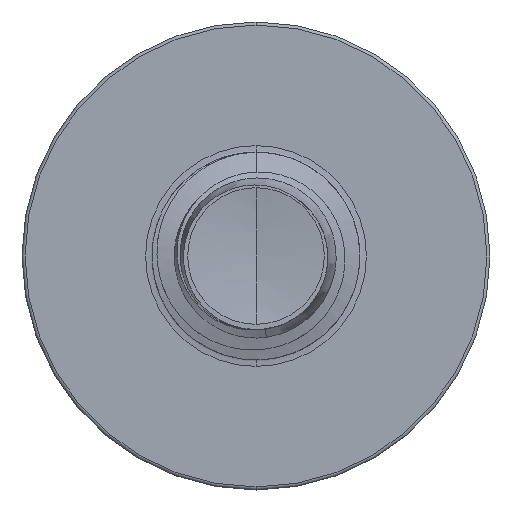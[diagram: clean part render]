
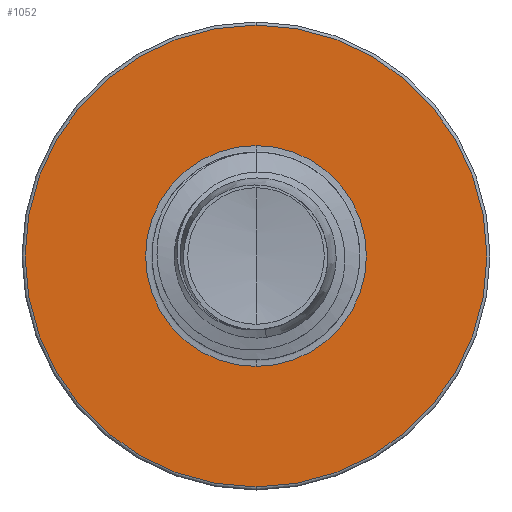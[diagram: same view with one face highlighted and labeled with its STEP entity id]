
A CAD part, front view. The second image highlights one B-rep face of the part: STEP entity #1052.
In plain terms, the highlighted planar face has unit normal (0, -1, 0).
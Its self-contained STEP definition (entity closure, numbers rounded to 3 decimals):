
#802 = CARTESIAN_POINT ( 'NONE',  ( 0., 6.5, -3.186 ) ) ;
#1052 = ADVANCED_FACE ( 'NONE', ( #10271, #2983 ), #17049, .F. ) ;
#1090 = DIRECTION ( 'NONE',  ( 0., 0., 1. ) ) ;
#1094 = DIRECTION ( 'NONE',  ( 0., 1., 0. ) ) ;
#1112 = CARTESIAN_POINT ( 'NONE',  ( 0., 6.5, 0. ) ) ;
#1285 = DIRECTION ( 'NONE',  ( 0., 0., 1. ) ) ;
#1302 = DIRECTION ( 'NONE',  ( 0., 1., 0. ) ) ;
#1327 = CARTESIAN_POINT ( 'NONE',  ( 0., 6.5, 0. ) ) ;
#2953 = ORIENTED_EDGE ( 'NONE', *, *, #5973, .T. ) ;
#2983 = FACE_BOUND ( 'NONE', #11825, .T. ) ;
#4039 = CARTESIAN_POINT ( 'NONE',  ( 0., 6.5, 3.186 ) ) ;
#4053 = CARTESIAN_POINT ( 'NONE',  ( 0., 6.5, -6.66 ) ) ;
#4973 = ORIENTED_EDGE ( 'NONE', *, *, #5888, .T. ) ;
#5150 = CIRCLE ( 'NONE', #18250, 3.186 ) ;
#5888 = EDGE_CURVE ( 'NONE', #9694, #18239, #5150, .T. ) ;
#5973 = EDGE_CURVE ( 'NONE', #18239, #9694, #8566, .T. ) ;
#7471 = EDGE_CURVE ( 'NONE', #16668, #17335, #10779, .T. ) ;
#8531 = EDGE_CURVE ( 'NONE', #17335, #16668, #18298, .T. ) ;
#8566 = CIRCLE ( 'NONE', #8629, 3.186 ) ;
#8629 = AXIS2_PLACEMENT_3D ( 'NONE', #1112, #1094, #1090 ) ;
#9443 = ORIENTED_EDGE ( 'NONE', *, *, #8531, .F. ) ;
#9515 = DIRECTION ( 'NONE',  ( 0., 0., 1. ) ) ;
#9530 = DIRECTION ( 'NONE',  ( 0., 1., 0. ) ) ;
#9549 = CARTESIAN_POINT ( 'NONE',  ( 0., 6.5, 0. ) ) ;
#9694 = VERTEX_POINT ( 'NONE', #802 ) ;
#9830 = AXIS2_PLACEMENT_3D ( 'NONE', #9549, #9530, #9515 ) ;
#10094 = ORIENTED_EDGE ( 'NONE', *, *, #7471, .F. ) ;
#10271 = FACE_OUTER_BOUND ( 'NONE', #15568, .T. ) ;
#10779 = CIRCLE ( 'NONE', #13630, 6.66 ) ;
#11825 = EDGE_LOOP ( 'NONE', ( #2953, #4973 ) ) ;
#12935 = DIRECTION ( 'NONE',  ( 0., 0., 1. ) ) ;
#12941 = DIRECTION ( 'NONE',  ( 0., 1., 0. ) ) ;
#12961 = CARTESIAN_POINT ( 'NONE',  ( 0., 6.5, 0. ) ) ;
#13016 = DIRECTION ( 'NONE',  ( 0., 0., 1. ) ) ;
#13023 = DIRECTION ( 'NONE',  ( 0., 1., 0. ) ) ;
#13050 = CARTESIAN_POINT ( 'NONE',  ( 0., 6.5, -3.186 ) ) ;
#13630 = AXIS2_PLACEMENT_3D ( 'NONE', #12961, #12941, #12935 ) ;
#15568 = EDGE_LOOP ( 'NONE', ( #10094, #9443 ) ) ;
#16668 = VERTEX_POINT ( 'NONE', #16900 ) ;
#16900 = CARTESIAN_POINT ( 'NONE',  ( 0., 6.5, 6.66 ) ) ;
#17049 = PLANE ( 'NONE',  #17912 ) ;
#17335 = VERTEX_POINT ( 'NONE', #4053 ) ;
#17912 = AXIS2_PLACEMENT_3D ( 'NONE', #13050, #13023, #13016 ) ;
#18239 = VERTEX_POINT ( 'NONE', #4039 ) ;
#18250 = AXIS2_PLACEMENT_3D ( 'NONE', #1327, #1302, #1285 ) ;
#18298 = CIRCLE ( 'NONE', #9830, 6.66 ) ;
